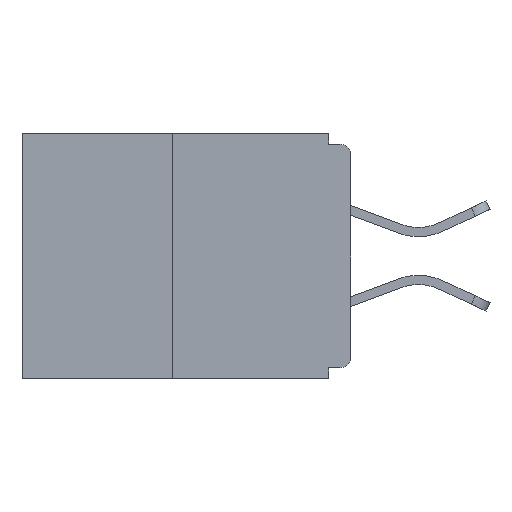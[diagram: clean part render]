
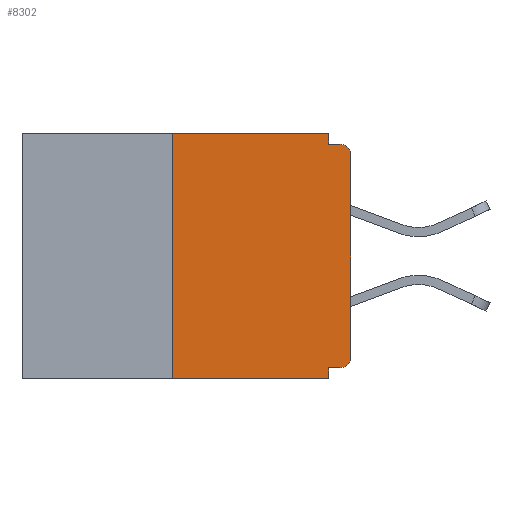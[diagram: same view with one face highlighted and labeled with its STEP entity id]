
A CAD part, left-side view. The second image highlights one B-rep face of the part: STEP entity #8302.
In plain terms, the highlighted planar face has unit normal (-1, 0, 0).
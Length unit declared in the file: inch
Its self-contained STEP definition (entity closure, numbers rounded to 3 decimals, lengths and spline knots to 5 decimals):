
#245 = ORIENTED_EDGE ( 'NONE', *, *, #26600, .T. ) ;
#469 = CARTESIAN_POINT ( 'NONE',  ( 0., 0.25, -0.343 ) ) ;
#484 = EDGE_LOOP ( 'NONE', ( #25570, #29781, #245, #11989, #5673, #23192, #26038, #6848, #2929, #14267 ) ) ;
#1634 = CARTESIAN_POINT ( 'NONE',  ( 0., 0., 0. ) ) ;
#2164 = VECTOR ( 'NONE', #8224, 39.37008 ) ;
#2376 = VERTEX_POINT ( 'NONE', #20259 ) ;
#2861 = VERTEX_POINT ( 'NONE', #26736 ) ;
#2929 = ORIENTED_EDGE ( 'NONE', *, *, #27476, .F. ) ;
#3136 = CARTESIAN_POINT ( 'NONE',  ( 0., 0.015, -0.03 ) ) ;
#3290 = DIRECTION ( 'NONE',  ( -1., 0., 0. ) ) ;
#3852 = CARTESIAN_POINT ( 'NONE',  ( 0., 0.031, -0.328 ) ) ;
#4002 = CARTESIAN_POINT ( 'NONE',  ( 0., 0.031, 0. ) ) ;
#4032 = VECTOR ( 'NONE', #25567, 39.37008 ) ;
#4693 = CARTESIAN_POINT ( 'NONE',  ( 0., 0.015, -0.015 ) ) ;
#5036 = DIRECTION ( 'NONE',  ( 0., 0., -1. ) ) ;
#5101 = CARTESIAN_POINT ( 'NONE',  ( 0., 0.46, 0. ) ) ;
#5223 = LINE ( 'NONE', #14546, #4032 ) ;
#5673 = ORIENTED_EDGE ( 'NONE', *, *, #24336, .F. ) ;
#5936 = VERTEX_POINT ( 'NONE', #29303 ) ;
#5978 = VECTOR ( 'NONE', #8650, 39.37008 ) ;
#6415 = LINE ( 'NONE', #24358, #5978 ) ;
#6595 = VERTEX_POINT ( 'NONE', #4002 ) ;
#6762 = VERTEX_POINT ( 'NONE', #22515 ) ;
#6848 = ORIENTED_EDGE ( 'NONE', *, *, #11445, .T. ) ;
#7509 = LINE ( 'NONE', #5101, #2164 ) ;
#7546 = DIRECTION ( 'NONE',  ( 0., -1., 0. ) ) ;
#8224 = DIRECTION ( 'NONE',  ( 0., -1., 0. ) ) ;
#8302 = ADVANCED_FACE ( 'NONE', ( #15534 ), #8741, .F. ) ;
#8650 = DIRECTION ( 'NONE',  ( 0., -1., 0. ) ) ;
#8741 = PLANE ( 'NONE',  #15621 ) ;
#9046 = CARTESIAN_POINT ( 'NONE',  ( 0., 0.46, 0. ) ) ;
#9727 = VECTOR ( 'NONE', #11934, 39.37008 ) ;
#10152 = VERTEX_POINT ( 'NONE', #16117 ) ;
#10884 = CIRCLE ( 'NONE', #27713, 0.015 ) ;
#11445 = EDGE_CURVE ( 'NONE', #10152, #28565, #10884, .T. ) ;
#11644 = CARTESIAN_POINT ( 'NONE',  ( 0., 0., -0.313 ) ) ;
#11676 = AXIS2_PLACEMENT_3D ( 'NONE', #16472, #25691, #5036 ) ;
#11934 = DIRECTION ( 'NONE',  ( 0., 0., -1. ) ) ;
#11989 = ORIENTED_EDGE ( 'NONE', *, *, #16111, .F. ) ;
#12040 = LINE ( 'NONE', #28198, #27166 ) ;
#12734 = EDGE_CURVE ( 'NONE', #28165, #10152, #24837, .T. ) ;
#13074 = VECTOR ( 'NONE', #19974, 39.37008 ) ;
#13126 = CIRCLE ( 'NONE', #11676, 0.015 ) ;
#13530 = VERTEX_POINT ( 'NONE', #469 ) ;
#14267 = ORIENTED_EDGE ( 'NONE', *, *, #25714, .F. ) ;
#14546 = CARTESIAN_POINT ( 'NONE',  ( 0., 0.25, 0. ) ) ;
#14852 = DIRECTION ( 'NONE',  ( 0., 0., -1. ) ) ;
#15477 = DIRECTION ( 'NONE',  ( 0., 0., 1. ) ) ;
#15534 = FACE_OUTER_BOUND ( 'NONE', #484, .T. ) ;
#15621 = AXIS2_PLACEMENT_3D ( 'NONE', #9046, #18236, #18209 ) ;
#15743 = LINE ( 'NONE', #27336, #13074 ) ;
#16111 = EDGE_CURVE ( 'NONE', #26714, #6762, #19538, .T. ) ;
#16117 = CARTESIAN_POINT ( 'NONE',  ( 0., 0., -0.03 ) ) ;
#16378 = EDGE_CURVE ( 'NONE', #2376, #28165, #13126, .T. ) ;
#16448 = LINE ( 'NONE', #24006, #9727 ) ;
#16472 = CARTESIAN_POINT ( 'NONE',  ( 0., 0.015, -0.313 ) ) ;
#16743 = EDGE_CURVE ( 'NONE', #13530, #2861, #5223, .T. ) ;
#18209 = DIRECTION ( 'NONE',  ( 0., 0., -1. ) ) ;
#18236 = DIRECTION ( 'NONE',  ( 1., 0., 0. ) ) ;
#19538 = LINE ( 'NONE', #22075, #27552 ) ;
#19974 = DIRECTION ( 'NONE',  ( 0., 1., 0. ) ) ;
#20259 = CARTESIAN_POINT ( 'NONE',  ( 0., 0.015, -0.328 ) ) ;
#22075 = CARTESIAN_POINT ( 'NONE',  ( 0., 0.031, -0.343 ) ) ;
#22515 = CARTESIAN_POINT ( 'NONE',  ( 0., 0.031, -0.343 ) ) ;
#23192 = ORIENTED_EDGE ( 'NONE', *, *, #16378, .T. ) ;
#24006 = CARTESIAN_POINT ( 'NONE',  ( 0., 0.031, 0. ) ) ;
#24336 = EDGE_CURVE ( 'NONE', #2376, #26714, #15743, .T. ) ;
#24358 = CARTESIAN_POINT ( 'NONE',  ( 0., 0.46, -0.343 ) ) ;
#24837 = LINE ( 'NONE', #1634, #25047 ) ;
#25047 = VECTOR ( 'NONE', #15477, 39.37008 ) ;
#25567 = DIRECTION ( 'NONE',  ( 0., 0., 1. ) ) ;
#25570 = ORIENTED_EDGE ( 'NONE', *, *, #27820, .F. ) ;
#25691 = DIRECTION ( 'NONE',  ( -1., 0., 0. ) ) ;
#25714 = EDGE_CURVE ( 'NONE', #6595, #5936, #16448, .T. ) ;
#26038 = ORIENTED_EDGE ( 'NONE', *, *, #12734, .T. ) ;
#26355 = DIRECTION ( 'NONE',  ( 0., 0., -1. ) ) ;
#26600 = EDGE_CURVE ( 'NONE', #13530, #6762, #6415, .T. ) ;
#26714 = VERTEX_POINT ( 'NONE', #3852 ) ;
#26736 = CARTESIAN_POINT ( 'NONE',  ( 0., 0.25, 0. ) ) ;
#27166 = VECTOR ( 'NONE', #7546, 39.37008 ) ;
#27336 = CARTESIAN_POINT ( 'NONE',  ( 0., 0., -0.328 ) ) ;
#27476 = EDGE_CURVE ( 'NONE', #5936, #28565, #12040, .T. ) ;
#27552 = VECTOR ( 'NONE', #14852, 39.37008 ) ;
#27713 = AXIS2_PLACEMENT_3D ( 'NONE', #3136, #3290, #26355 ) ;
#27820 = EDGE_CURVE ( 'NONE', #2861, #6595, #7509, .T. ) ;
#28165 = VERTEX_POINT ( 'NONE', #11644 ) ;
#28198 = CARTESIAN_POINT ( 'NONE',  ( 0., 0., -0.015 ) ) ;
#28565 = VERTEX_POINT ( 'NONE', #4693 ) ;
#29303 = CARTESIAN_POINT ( 'NONE',  ( 0., 0.031, -0.015 ) ) ;
#29781 = ORIENTED_EDGE ( 'NONE', *, *, #16743, .F. ) ;
